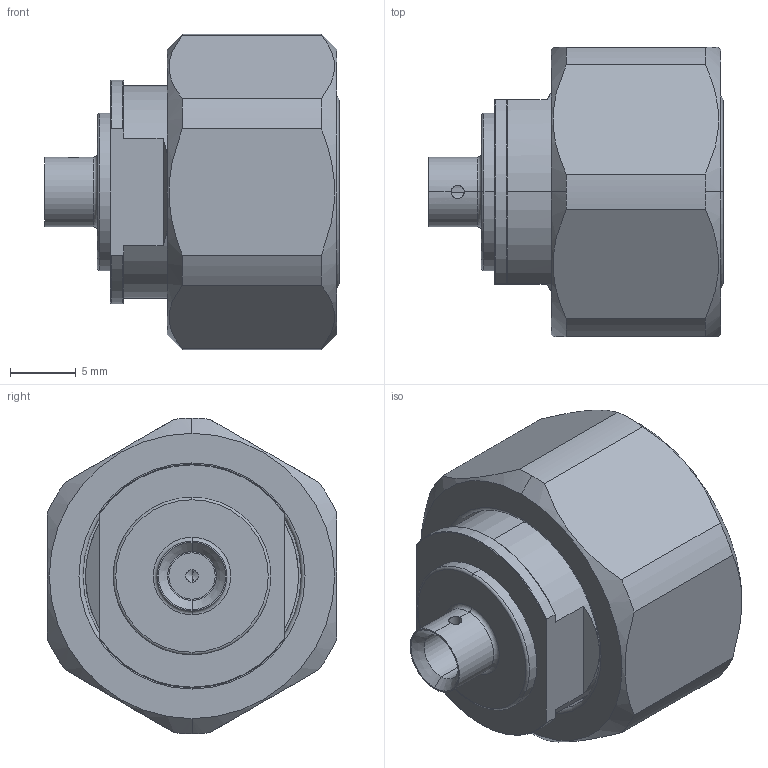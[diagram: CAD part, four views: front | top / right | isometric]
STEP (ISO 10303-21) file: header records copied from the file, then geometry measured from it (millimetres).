
FILE_DESCRIPTION (( 'STEP AP203' ), '1' );
FILE_NAME ('FMCN1921_3D.STEP', '2022-09-02T05:39:51', ( '' ), ( '' ), 'SwSTEP 2.0', 'SolidWorks 2021', '' );
FILE_SCHEMA (( 'CONFIG_CONTROL_DESIGN' ));
Length unit declared in the file: millimetre
Products named in the file (1): FMCN1921_3D
Bounding box: 22.4 x 22 x 24 mm (x, y, z)
Volume: 4415.4 mm3; surface area: 4645.7 mm2
Topology: 2 solids, 2 shells, 190 faces, 449 edges, 280 vertices
Faces by surface type: cylinder 95, plane 37, cone 32, torus 24, bspline 2
Entity records: 9863 total; most frequent: CARTESIAN_POINT 5452, DIRECTION 922, ORIENTED_EDGE 894, EDGE_CURVE 447, AXIS2_PLACEMENT_3D 388, VERTEX_POINT 280, EDGE_LOOP 213, CIRCLE 199
